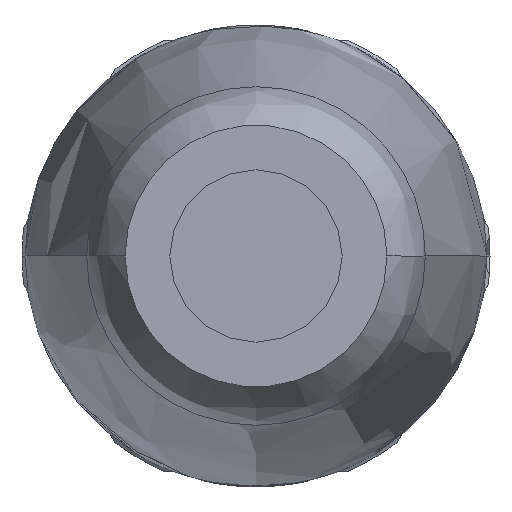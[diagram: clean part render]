
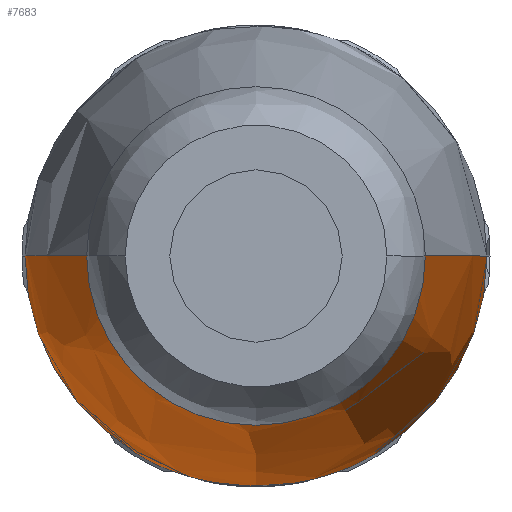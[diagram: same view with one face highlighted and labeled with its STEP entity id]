
A CAD part, front view. The second image highlights one B-rep face of the part: STEP entity #7683.
In plain terms, the highlighted face is a revolution surface.
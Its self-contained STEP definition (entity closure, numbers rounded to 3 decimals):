
#83=CARTESIAN_POINT('',(0.,-28.,0.));
#84=DIRECTION('',(0.,-1.,0.));
#85=DIRECTION('',(-1.,0.,0.));
#86=AXIS2_PLACEMENT_3D('',#83,#84,#85);
#103=CARTESIAN_POINT('',(0.,0.,
0.));
#104=DIRECTION('',(0.,1.,0.));
#105=DIRECTION('',(1.,0.,0.));
#106=AXIS2_PLACEMENT_3D('',#103,#104,#105);
#137=CARTESIAN_POINT('',(0.,0.,
0.));
#138=DIRECTION('',(0.,1.,0.));
#139=DIRECTION('',(-0.521,0.,-0.854));
#140=AXIS2_PLACEMENT_3D('',#137,#138,#139);
#4732=CARTESIAN_POINT('',(-3.905,-1.089,
-6.403));
#4733=CARTESIAN_POINT('',(-3.905,-0.724,
-6.403));
#4734=CARTESIAN_POINT('',(-3.904,-0.361,
-6.403));
#4735=CARTESIAN_POINT('',(-3.904,0.,
-6.404));
#4737=CARTESIAN_POINT('',(-3.901,-2.66,
-6.406));
#4738=CARTESIAN_POINT('',(-3.901,-2.195,
-6.406));
#4739=CARTESIAN_POINT('',(-3.903,-1.67,
-6.405));
#4740=CARTESIAN_POINT('',(-3.905,-1.149,
-6.403));
#4741=CARTESIAN_POINT('',(-3.905,-1.089,
-6.403));
#4746=CARTESIAN_POINT('',(-3.901,-2.66,
-6.406));
#4753=CARTESIAN_POINT('',(3.9,-2.663,
-6.407));
#4754=CARTESIAN_POINT('',(3.903,-3.459,
-6.405));
#4755=CARTESIAN_POINT('',(3.84,-4.914,
-6.443));
#4756=CARTESIAN_POINT('',(3.721,-6.648,
-6.512));
#4757=CARTESIAN_POINT('',(3.555,-8.045,
-6.603));
#4758=CARTESIAN_POINT('',(3.435,-8.838,
-6.669));
#4759=CARTESIAN_POINT('',(3.106,-10.186,
-6.833));
#4760=CARTESIAN_POINT('',(2.685,-11.213,
-7.01));
#4761=CARTESIAN_POINT('',(2.036,-12.23,
-7.218));
#4762=CARTESIAN_POINT('',(1.42,-12.744,
-7.348));
#4763=CARTESIAN_POINT('',(0.957,-13.028,
-7.423));
#4764=CARTESIAN_POINT('',(0.102,-13.254,
-7.479));
#4765=CARTESIAN_POINT('',(-0.447,-13.193,
-7.462));
#4766=CARTESIAN_POINT('',(-1.063,-12.969,
-7.405));
#4767=CARTESIAN_POINT('',(-1.538,-12.663,
-7.328));
#4768=CARTESIAN_POINT('',(-2.083,-12.106,
-7.198));
#4769=CARTESIAN_POINT('',(-2.382,-11.719,
-7.112));
#4770=CARTESIAN_POINT('',(-2.953,-10.623,
-6.902));
#4771=CARTESIAN_POINT('',(-3.197,-9.879,
-6.787));
#4772=CARTESIAN_POINT('',(-3.478,-8.655,
-6.647));
#4773=CARTESIAN_POINT('',(-3.608,-7.689,
-6.575));
#4774=CARTESIAN_POINT('',(-3.772,-5.974,
-6.483));
#4775=CARTESIAN_POINT('',(-3.848,-4.618,
-6.438));
#4776=CARTESIAN_POINT('',(-3.903,-3.34,
-6.406));
#4777=CARTESIAN_POINT('',(-3.901,-2.66,
-6.406));
#4787=CARTESIAN_POINT('',(3.904,0.,
-6.404));
#4788=CARTESIAN_POINT('',(3.904,-0.421,
-6.403));
#4789=CARTESIAN_POINT('',(3.904,-1.304,
-6.404));
#4790=CARTESIAN_POINT('',(3.9,-2.196,
-6.407));
#4791=CARTESIAN_POINT('',(3.9,-2.663,
-6.407));
#5462=CARTESIAN_POINT('',(5.25,-28.,
0.));
#5463=CARTESIAN_POINT('',(5.941,-25.213,
0.));
#5464=CARTESIAN_POINT('',(6.78,-21.186,
0.));
#5465=CARTESIAN_POINT('',(7.519,-14.794,
0.));
#5466=CARTESIAN_POINT('',(7.497,-9.846,
0.));
#5467=CARTESIAN_POINT('',(7.5,-4.989,
0.));
#5468=CARTESIAN_POINT('',(7.501,-2.077,
0.));
#5469=CARTESIAN_POINT('',(7.499,-0.421,
0.));
#5470=CARTESIAN_POINT('',(7.5,0.,
0.));
#5472=CARTESIAN_POINT('',(-7.5,0.,
0.));
#5473=CARTESIAN_POINT('',(-7.5,-0.421,
0.));
#5474=CARTESIAN_POINT('',(-7.501,-2.077,
0.));
#5475=CARTESIAN_POINT('',(-7.5,-4.989,
0.));
#5476=CARTESIAN_POINT('',(-7.497,-9.846,
0.));
#5477=CARTESIAN_POINT('',(-7.52,-14.794,
0.));
#5478=CARTESIAN_POINT('',(-6.78,-21.186,
0.));
#5479=CARTESIAN_POINT('',(-5.941,-25.213,
0.));
#5480=CARTESIAN_POINT('',(-5.25,-28.,
0.));
#6536=CARTESIAN_POINT('',(-5.25,-28.,
0.));
#6537=CARTESIAN_POINT('',(5.25,-28.,
0.));
#6538=VERTEX_POINT('',#6536);
#6539=VERTEX_POINT('',#6537);
#6697=CARTESIAN_POINT('',(-7.5,0.,
0.));
#6698=VERTEX_POINT('',#6697);
#6699=VERTEX_POINT('',#5470);
#6705=VERTEX_POINT('',#4746);
#6706=VERTEX_POINT('',#4732);
#6707=VERTEX_POINT('',#4735);
#6709=CARTESIAN_POINT('',(3.904,0.,
-6.404));
#6710=VERTEX_POINT('',#6709);
#6711=VERTEX_POINT('',#4753);
#7648=CARTESIAN_POINT('',(-7.501,0.282,
0.));
#7649=CARTESIAN_POINT('',(-7.5,0.188,
0.));
#7650=CARTESIAN_POINT('',(-7.499,-0.326,
0.));
#7651=CARTESIAN_POINT('',(-7.501,-2.077,
0.));
#7652=CARTESIAN_POINT('',(-7.5,-4.989,
0.));
#7653=CARTESIAN_POINT('',(-7.497,-9.846,
0.));
#7654=CARTESIAN_POINT('',(-7.52,-14.794,
0.));
#7655=CARTESIAN_POINT('',(-6.78,-21.186,
0.));
#7656=CARTESIAN_POINT('',(-5.922,-25.304,
0.));
#7657=CARTESIAN_POINT('',(-5.205,-28.183,
0.));
#7658=CARTESIAN_POINT('',(-5.182,-28.274,
0.));
#7660=CARTESIAN_POINT('',(0.,-35.7,
0.));
#7661=DIRECTION('',(0.,1.,0.));
#7662=AXIS1_PLACEMENT('',#7660,#7661);
#7663=SURFACE_OF_REVOLUTION('',#7659,#7662);
#7665=ORIENTED_EDGE('',*,*,#7664,.T.);
#7667=ORIENTED_EDGE('',*,*,#7666,.T.);
#7669=ORIENTED_EDGE('',*,*,#7668,.T.);
#7671=ORIENTED_EDGE('',*,*,#7670,.T.);
#7673=ORIENTED_EDGE('',*,*,#7672,.T.);
#7675=ORIENTED_EDGE('',*,*,#7674,.T.);
#7677=ORIENTED_EDGE('',*,*,#7676,.T.);
#7678=ORIENTED_EDGE('',*,*,#7637,.T.);
#7680=ORIENTED_EDGE('',*,*,#7679,.T.);
#7681=EDGE_LOOP('',(#7665,#7667,#7669,#7671,#7673,#7675,#7677,#7678,#7680));
#7682=FACE_OUTER_BOUND('',#7681,.F.);
#7683=ADVANCED_FACE('',(#7682),#7663,.F.);
#87=CIRCLE('',#86,5.25);
#107=CIRCLE('',#106,7.5);
#141=CIRCLE('',#140,7.5);
#4736=B_SPLINE_CURVE_WITH_KNOTS('',3,(#4732,#4733,#4734,#4735),.UNSPECIFIED.,
.F.,.F.,(4,4),(0.,1.),.UNSPECIFIED.);
#4742=B_SPLINE_CURVE_WITH_KNOTS('',3,(#4737,#4738,#4739,#4740,#4741),
.UNSPECIFIED.,.F.,.F.,(4,1,4),(0.,0.884,1.),.UNSPECIFIED.);
#4778=B_SPLINE_CURVE_WITH_KNOTS('',3,(#4753,#4754,#4755,#4756,#4757,#4758,#4759,
#4760,#4761,#4762,#4763,#4764,#4765,#4766,#4767,#4768,#4769,#4770,#4771,#4772,
#4773,#4774,#4775,#4776,#4777),.UNSPECIFIED.,.F.,.F.,(4,1,1,1,1,1,1,1,1,1,1,1,1,
1,1,1,1,1,1,1,1,1,4),(0.,0.045,0.091,
0.136,0.182,0.227,0.273,
0.318,0.364,0.409,0.455,0.5,
0.545,0.591,0.636,0.682,
0.727,0.773,0.818,0.864,
0.909,0.955,1.),.UNSPECIFIED.);
#4792=B_SPLINE_CURVE_WITH_KNOTS('',3,(#4787,#4788,#4789,#4790,#4791),
.UNSPECIFIED.,.F.,.F.,(4,1,4),(0.,0.48,1.),.UNSPECIFIED.);
#5471=B_SPLINE_CURVE_WITH_KNOTS('',3,(#5462,#5463,#5464,#5465,#5466,#5467,#5468,
#5469,#5470),.UNSPECIFIED.,.F.,.F.,(4,1,1,1,1,1,4),(0.,0.303,
0.441,0.687,0.819,0.954,1.),
.UNSPECIFIED.);
#5481=B_SPLINE_CURVE_WITH_KNOTS('',3,(#5472,#5473,#5474,#5475,#5476,#5477,#5478,
#5479,#5480),.UNSPECIFIED.,.F.,.F.,(4,1,1,1,1,1,4),(0.,0.046,
0.181,0.313,0.559,0.697,1.),
.UNSPECIFIED.);
#7637=EDGE_CURVE('',#6538,#6539,#87,.T.);
#7659=B_SPLINE_CURVE_WITH_KNOTS('',3,(#7648,#7649,#7650,#7651,#7652,#7653,#7654,
#7655,#7656,#7657,#7658),.UNSPECIFIED.,.F.,.F.,(4,1,1,1,1,1,1,1,4),(0.,
0.01,0.056,0.188,0.317,
0.558,0.693,0.99,1.),.UNSPECIFIED.);
#7664=EDGE_CURVE('',#6699,#6710,#107,.T.);
#7666=EDGE_CURVE('',#6710,#6711,#4792,.T.);
#7668=EDGE_CURVE('',#6711,#6705,#4778,.T.);
#7670=EDGE_CURVE('',#6705,#6706,#4742,.T.);
#7672=EDGE_CURVE('',#6706,#6707,#4736,.T.);
#7674=EDGE_CURVE('',#6707,#6698,#141,.T.);
#7676=EDGE_CURVE('',#6698,#6538,#5481,.T.);
#7679=EDGE_CURVE('',#6539,#6699,#5471,.T.);
